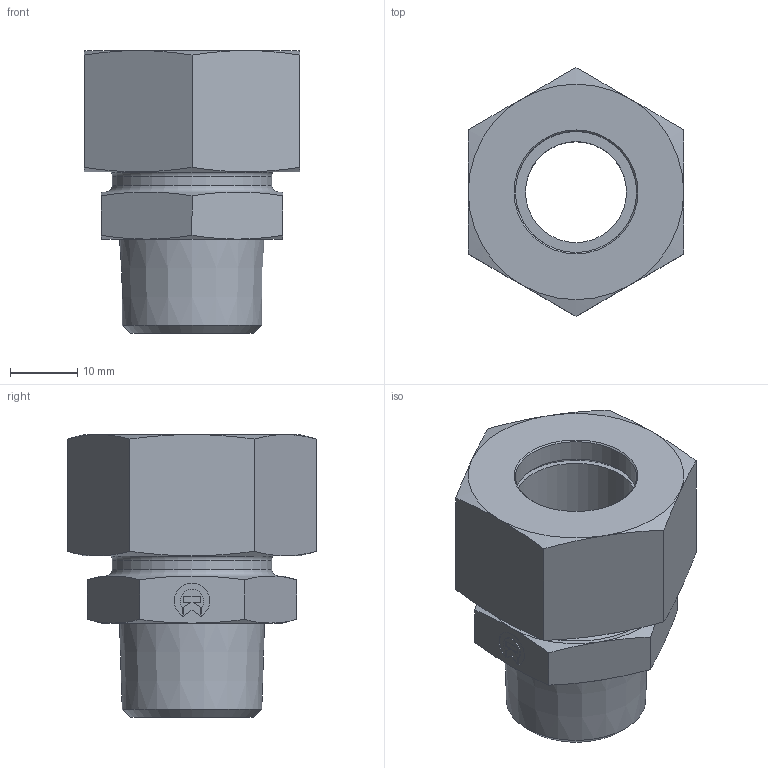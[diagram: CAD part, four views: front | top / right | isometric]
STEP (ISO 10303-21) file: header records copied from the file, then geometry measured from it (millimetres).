
FILE_DESCRIPTION((''),'2;1');
FILE_NAME('04001184826.stp','2015-06-16T08:39:42',('User'),(''),'Autodesk Inventor 2012','Autodesk Inventor 2012','');
FILE_SCHEMA(('AUTOMOTIVE_DESIGN { 1 0 10303 214 1 1 1 1 }'));
Length unit declared in the file: millimetre
Products named in the file (4): PHCK; 03001 18 4826; 40118; 3911826
Assembly tree (3 placements, depth 2):
  PHCK
    03001 18 4826
    40118
    3911826
Bounding box: 32 x 36.95 x 42 mm (x, y, z)
Volume: 18208.6 mm3; surface area: 10684.3 mm2
Topology: 3 solids, 3 shells, 103 faces, 236 edges, 146 vertices
Faces by surface type: plane 51, cone 36, cylinder 13, torus 3
Full cylindrical faces by diameter (mm): 15 x1, 18 x3, 20.3 x1, 23 x1, 23.7 x1, 24.376 x1, 26 x1
Entity records: 2864 total; most frequent: CARTESIAN_POINT 550, DIRECTION 440, ORIENTED_EDGE 410, EDGE_CURVE 205, AXIS2_PLACEMENT_3D 173, EDGE_LOOP 140, VERTEX_POINT 139, STYLED_ITEM 104
